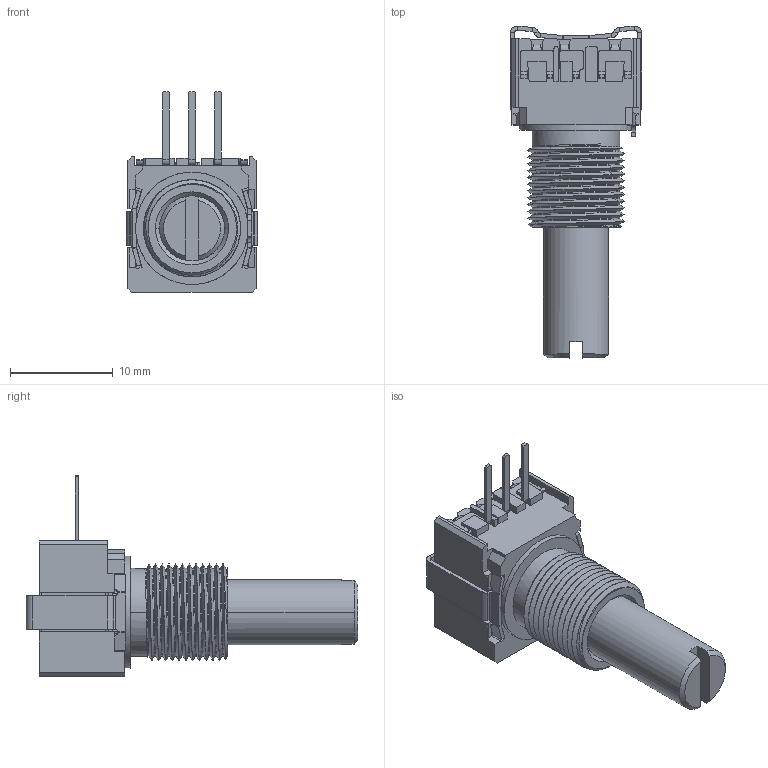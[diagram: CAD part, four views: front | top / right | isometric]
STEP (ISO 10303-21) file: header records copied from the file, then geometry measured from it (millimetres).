
FILE_DESCRIPTION((''),'2;1');
FILE_NAME('51AAA-B28','2014-06-04T',('RICKB'),('Bourns, Inc.'),'PRO/ENGINEER BY PARAMETRIC TECHNOLOGY CORPORATION, 2012230','PRO/ENGINEER BY PARAMETRIC TECHNOLOGY CORPORATION, 2012230','');
FILE_SCHEMA(('CONFIG_CONTROL_DESIGN'));
Length unit declared in the file: inch
Products named in the file (1): 51AAA-B28
Bounding box: 12.81 x 32.38 x 19.58 mm (x, y, z)
Volume: 2153.6 mm3; surface area: 2417.9 mm2
Topology: 2 solids, 8 shells, 758 faces, 1979 edges, 1247 vertices
Faces by surface type: plane 505, cylinder 153, extrusion 55, bspline 35, cone 10
Entity records: 28080 total; most frequent: CARTESIAN_POINT 9943, ORIENTED_EDGE 3950, DIRECTION 3353, EDGE_CURVE 1975, VECTOR 1495, LINE 1440, VERTEX_POINT 1247, AXIS2_PLACEMENT_3D 929
